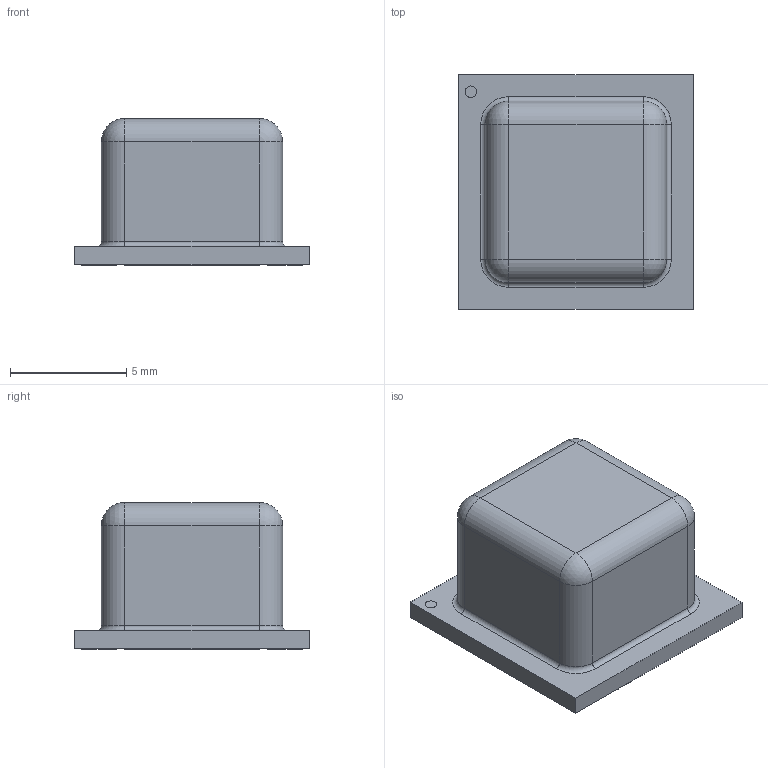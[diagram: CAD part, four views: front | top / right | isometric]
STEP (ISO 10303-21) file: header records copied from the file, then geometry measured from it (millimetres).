
FILE_DESCRIPTION (( 'STEP AP214' ), '1' );
FILE_NAME ('LGA-20_L10.1-W10.1-P1.25-TL.STEP', '2022-03-28T12:44:51', ( '' ), ( '' ), 'SwSTEP 2.0', 'SolidWorks 2020', '' );
FILE_SCHEMA (( 'AUTOMOTIVE_DESIGN' ));
Length unit declared in the file: millimetre
Products named in the file (1): LGA-20_L10.1-W10.1-P1.25-TL
Bounding box: 10.1 x 10.1 x 6.32 mm (x, y, z)
Volume: 406.7 mm3; surface area: 385.1 mm2
Topology: 1 solids, 1 shells, 199 faces, 485 edges, 314 vertices
Faces by surface type: plane 163, cylinder 14, bspline 14, sphere 4, torus 4
Entity records: 8610 total; most frequent: CARTESIAN_POINT 1793, ORIENTED_EDGE 962, DIRECTION 857, EDGE_CURVE 481, VECTOR 421, LINE 421, VERTEX_POINT 314, EDGE_LOOP 229
